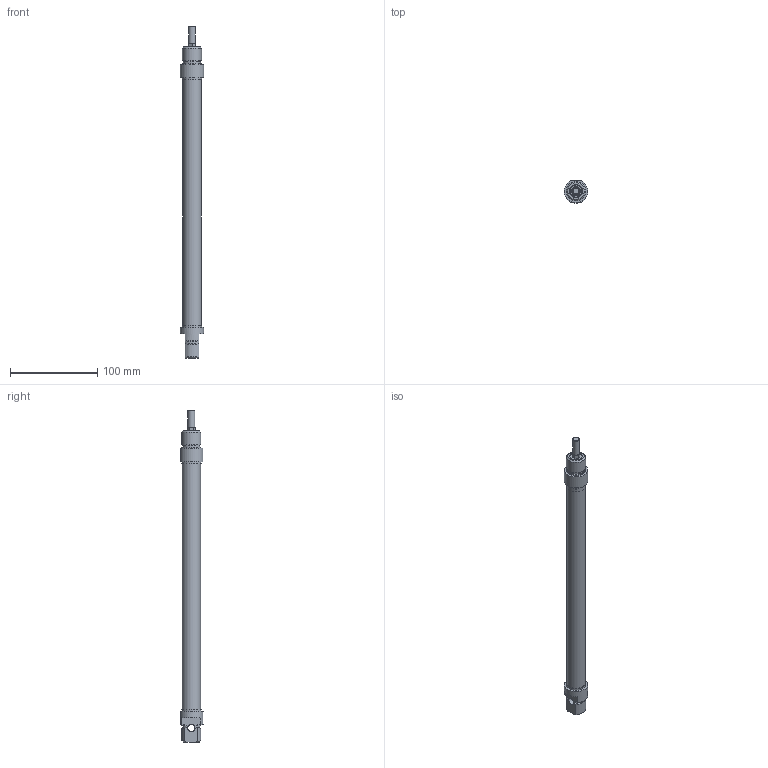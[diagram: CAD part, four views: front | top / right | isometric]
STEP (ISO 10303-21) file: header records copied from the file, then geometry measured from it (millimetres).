
FILE_DESCRIPTION((''),'2;1');
FILE_NAME('ODMA020.250.GS.M.stp','2017-02-22T09:38:12',('carlo.corazza'),(''),'Autodesk Inventor 2013','Autodesk Inventor 2013','');
FILE_SCHEMA(('AUTOMOTIVE_DESIGN { 1 0 10303 214 1 1 1 1 }'));
Length unit declared in the file: millimetre
Products named in the file (5): ODMA020..GS.M; CORPO-250; TA; TP; STELO-250
Assembly tree (4 placements, depth 2):
  ODMA020..GS.M
    CORPO-250
    TA
    TP
    STELO-250
Bounding box: 26.95 x 25.5 x 381 mm (x, y, z)
Volume: 57367 mm3; surface area: 56627 mm2
Topology: 4 solids, 9 shells, 129 faces, 291 edges, 181 vertices
Faces by surface type: plane 49, cone 41, cylinder 33, torus 6
Full cylindrical faces by diameter (mm): 6 x1, 8 x3, 8.3 x1, 8.566 x2, 10.5 x1, 11.1 x1, 12 x2, 14.1 x3, 16.1 x1, 16.2 x1, 17.9 x1, 19.7 x1, 20 x2, 21.27 x1, 22 x2, 22.2 x2
Entity records: 3493 total; most frequent: CARTESIAN_POINT 656, DIRECTION 572, ORIENTED_EDGE 440, AXIS2_PLACEMENT_3D 250, EDGE_CURVE 220, EDGE_LOOP 204, VERTEX_POINT 165, FACE_OUTER_BOUND 129
